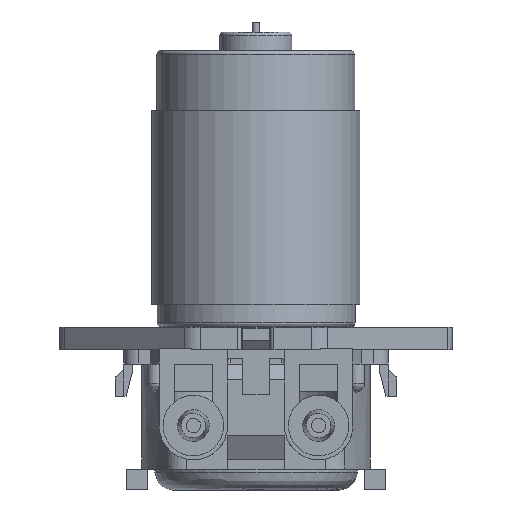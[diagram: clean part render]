
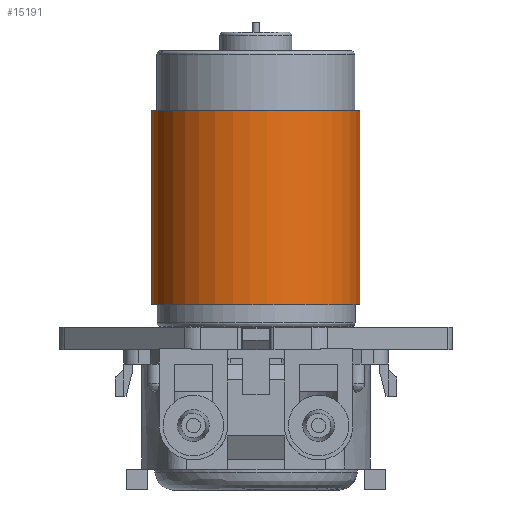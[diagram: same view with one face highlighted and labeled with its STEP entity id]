
A CAD part, front view. The second image highlights one B-rep face of the part: STEP entity #15191.
In plain terms, the highlighted free-form (B-spline) face has degree [2, 1] with [7, 2] control points.
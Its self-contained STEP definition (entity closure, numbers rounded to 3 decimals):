
#15175 = EDGE_CURVE('',#15176,#15176,#15178,.T.);
#15176 = VERTEX_POINT('',#15177);
#15177 = CARTESIAN_POINT('',(-16.904,-0.106,
    37.193));
#15178 = ( BOUNDED_CURVE() B_SPLINE_CURVE(2,(#15179,#15180,#15181,#15182
    ,#15183,#15184,#15185),.UNSPECIFIED.,.T.,.F.) 
B_SPLINE_CURVE_WITH_KNOTS((1,2,2,2,2,1),(-2.094,0.,
    2.094,4.189,6.283,8.378),
.UNSPECIFIED.) CURVE() GEOMETRIC_REPRESENTATION_ITEM() 
RATIONAL_B_SPLINE_CURVE((1.,0.5,1.,0.5,1.,0.5,1.)) REPRESENTATION_ITEM(
  '') );
#15179 = CARTESIAN_POINT('',(-16.904,-0.106,
    37.193));
#15180 = CARTESIAN_POINT('',(-16.904,29.113,
    37.193));
#15181 = CARTESIAN_POINT('',(8.4,14.503,
    37.193));
#15182 = CARTESIAN_POINT('',(33.704,-0.106,
    37.193));
#15183 = CARTESIAN_POINT('',(8.4,-14.715,
    37.193));
#15184 = CARTESIAN_POINT('',(-16.904,-29.324,
    37.193));
#15185 = CARTESIAN_POINT('',(-16.904,-0.106,
    37.193));
#15191 = ADVANCED_FACE('',(#15192),#15213,.T.);
#15192 = FACE_BOUND('',#15193,.T.);
#15193 = EDGE_LOOP('',(#15194,#15195,#15202,#15212));
#15194 = ORIENTED_EDGE('',*,*,#15175,.T.);
#15195 = ORIENTED_EDGE('',*,*,#15196,.T.);
#15196 = EDGE_CURVE('',#15176,#15197,#15199,.T.);
#15197 = VERTEX_POINT('',#15198);
#15198 = CARTESIAN_POINT('',(-16.904,-0.106,
    5.673));
#15199 = B_SPLINE_CURVE_WITH_KNOTS('',1,(#15200,#15201),.UNSPECIFIED.,
  .F.,.F.,(2,2),(-55.798,-28.798),
  .PIECEWISE_BEZIER_KNOTS.);
#15200 = CARTESIAN_POINT('',(-16.904,-0.106,
    37.193));
#15201 = CARTESIAN_POINT('',(-16.904,-0.106,
    5.673));
#15202 = ORIENTED_EDGE('',*,*,#15203,.F.);
#15203 = EDGE_CURVE('',#15197,#15197,#15204,.T.);
#15204 = ( BOUNDED_CURVE() B_SPLINE_CURVE(2,(#15205,#15206,#15207,#15208
    ,#15209,#15210,#15211),.UNSPECIFIED.,.T.,.F.) 
B_SPLINE_CURVE_WITH_KNOTS((1,2,2,2,2,1),(-2.094,0.,
    2.094,4.189,6.283,8.378),
.UNSPECIFIED.) CURVE() GEOMETRIC_REPRESENTATION_ITEM() 
RATIONAL_B_SPLINE_CURVE((1.,0.5,1.,0.5,1.,0.5,1.)) REPRESENTATION_ITEM(
  '') );
#15205 = CARTESIAN_POINT('',(-16.904,-0.106,
    5.673));
#15206 = CARTESIAN_POINT('',(-16.904,29.113,
    5.673));
#15207 = CARTESIAN_POINT('',(8.4,14.503,
    5.673));
#15208 = CARTESIAN_POINT('',(33.704,-0.106,
    5.673));
#15209 = CARTESIAN_POINT('',(8.4,-14.715,5.673)
  );
#15210 = CARTESIAN_POINT('',(-16.904,-29.324,
    5.673));
#15211 = CARTESIAN_POINT('',(-16.904,-0.106,
    5.673));
#15212 = ORIENTED_EDGE('',*,*,#15196,.F.);
#15213 = ( BOUNDED_SURFACE() B_SPLINE_SURFACE(2,1,(
    (#15214,#15215)
    ,(#15216,#15217)
    ,(#15218,#15219)
    ,(#15220,#15221)
    ,(#15222,#15223)
    ,(#15224,#15225)
    ,(#15226,#15227
)),.UNSPECIFIED.,.T.,.F.,.F.) B_SPLINE_SURFACE_WITH_KNOTS((1,2,2,2,2,1),
  (2,2),(-2.094,0.,2.094,4.189,6.283,
    8.378),(-55.798,-28.798),.UNSPECIFIED.) 
GEOMETRIC_REPRESENTATION_ITEM() RATIONAL_B_SPLINE_SURFACE((
    (1.,1.)
    ,(0.5,0.5)
    ,(1.,1.)
    ,(0.5,0.5)
    ,(1.,1.)
    ,(0.5,0.5)
,(1.,1.))) REPRESENTATION_ITEM('') SURFACE() );
#15214 = CARTESIAN_POINT('',(-16.904,-0.106,
    37.193));
#15215 = CARTESIAN_POINT('',(-16.904,-0.106,
    5.673));
#15216 = CARTESIAN_POINT('',(-16.904,29.113,
    37.193));
#15217 = CARTESIAN_POINT('',(-16.904,29.113,
    5.673));
#15218 = CARTESIAN_POINT('',(8.4,14.503,
    37.193));
#15219 = CARTESIAN_POINT('',(8.4,14.503,
    5.673));
#15220 = CARTESIAN_POINT('',(33.704,-0.106,
    37.193));
#15221 = CARTESIAN_POINT('',(33.704,-0.106,
    5.673));
#15222 = CARTESIAN_POINT('',(8.4,-14.715,
    37.193));
#15223 = CARTESIAN_POINT('',(8.4,-14.715,5.673)
  );
#15224 = CARTESIAN_POINT('',(-16.904,-29.324,
    37.193));
#15225 = CARTESIAN_POINT('',(-16.904,-29.324,
    5.673));
#15226 = CARTESIAN_POINT('',(-16.904,-0.106,
    37.193));
#15227 = CARTESIAN_POINT('',(-16.904,-0.106,
    5.673));
